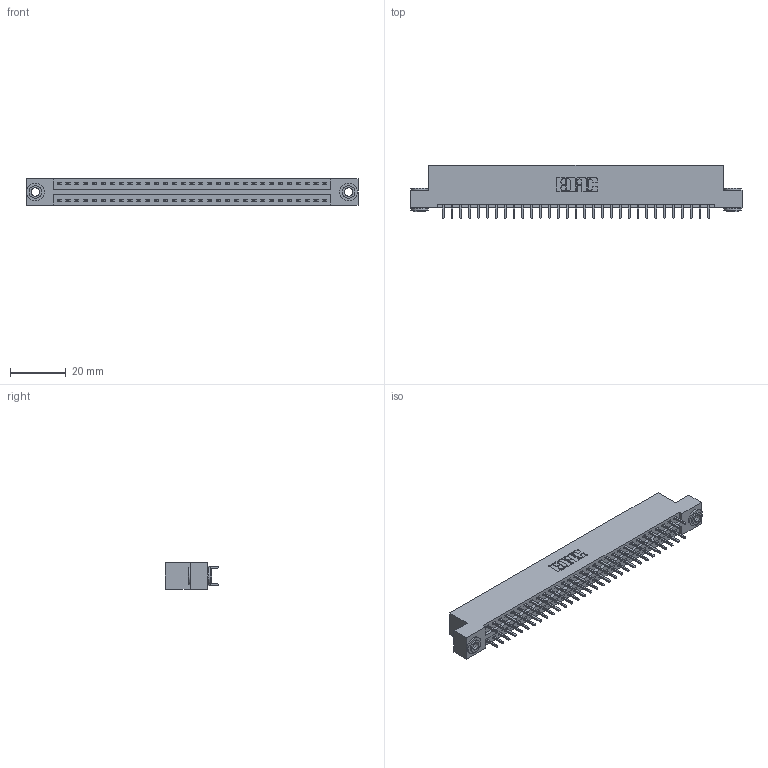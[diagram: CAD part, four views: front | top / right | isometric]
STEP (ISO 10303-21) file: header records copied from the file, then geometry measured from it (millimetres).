
FILE_DESCRIPTION (( 'STEP AP203' ), '1' );
FILE_NAME ('396-062-521-203.STEP', '2019-10-30T17:00:39', ( '' ), ( '' ), 'SwSTEP 2.0', 'SolidWorks 2016', '' );
FILE_SCHEMA (( 'CONFIG_CONTROL_DESIGN' ));
Length unit declared in the file: inch
Products named in the file (4): 345-250-002_345-250-002-102; 346 Part_Flush Mounting Lugs - 0.156 Dia-TH; 396-062-521-203; 345-292-001_345-293-121
Assembly tree (65 placements, depth 2):
  396-062-521-203
    346 Part_Flush Mounting Lugs - 0.156 Dia-TH
    345-292-001_345-293-121  x62
    345-250-002_345-250-002-102  x2
Bounding box: 119 x 19.05 x 9.4 mm (x, y, z)
Volume: 11512.5 mm3; surface area: 15695.6 mm2
Topology: 65 solids, 65 shells, 3384 faces, 10015 edges, 6590 vertices
Faces by surface type: plane 2256, cylinder 1120, cone 8
Entity records: 22380 total; most frequent: CARTESIAN_POINT 3679, ORIENTED_EDGE 3606, DIRECTION 3325, EDGE_CURVE 1803, VECTOR 1523, LINE 1523, VERTEX_POINT 1198, AXIS2_PLACEMENT_3D 901
